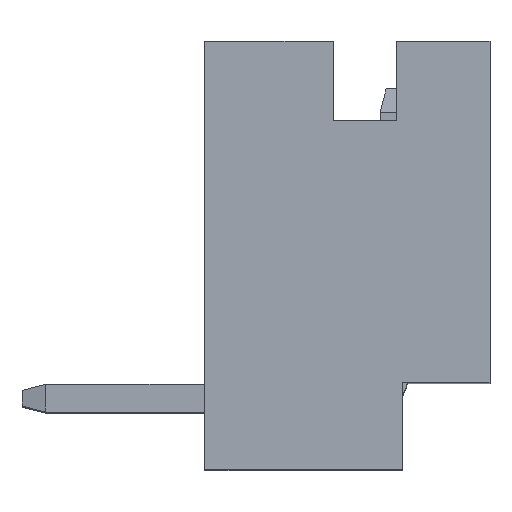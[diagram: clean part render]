
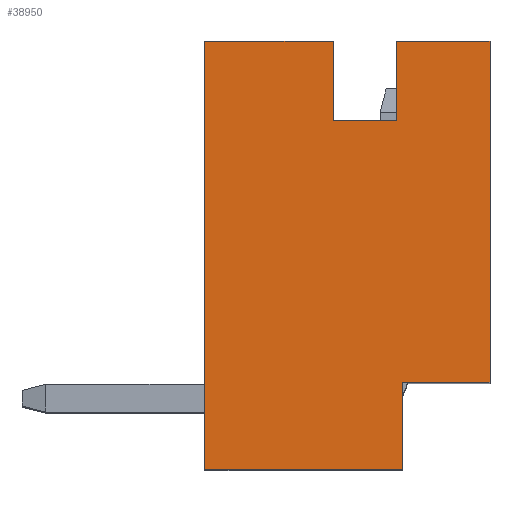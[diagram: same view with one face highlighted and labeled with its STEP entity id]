
A CAD part, top view. The second image highlights one B-rep face of the part: STEP entity #38950.
In plain terms, the highlighted planar face has unit normal (0, 0, 1).
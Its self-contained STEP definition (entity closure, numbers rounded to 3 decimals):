
#4450=CARTESIAN_POINT('',(0.083,-1.53,6.45));
#4460=VERTEX_POINT('',#4450);
#4610=CARTESIAN_POINT('',(0.083,-2.63,6.45));
#4620=VERTEX_POINT('',#4610);
#4650=CARTESIAN_POINT('',(0.083,-2.43,6.45));
#4660=DIRECTION('',(0.,-1.,0.));
#4670=VECTOR('',#4660,1.);
#4680=LINE('',#4650,#4670);
#4690=EDGE_CURVE('',#4460,#4620,#4680,.T.);
#34980=CARTESIAN_POINT('',(1.183,-1.53,6.45));
#34990=VERTEX_POINT('',#34980);
#35020=CARTESIAN_POINT('',(1.183,0.,6.45));
#35030=DIRECTION('',(0.,1.,0.));
#35040=VECTOR('',#35030,1.);
#35050=LINE('',#35020,#35040);
#35060=CARTESIAN_POINT('',(1.183,2.77,6.45));
#35070=VERTEX_POINT('',#35060);
#35080=EDGE_CURVE('',#34990,#35070,#35050,.T.);
#35670=CARTESIAN_POINT('',(0.008,1.77,6.45));
#35680=VERTEX_POINT('',#35670);
#35710=CARTESIAN_POINT('',(0.,1.77,6.45));
#35720=DIRECTION('',(1.,0.,0.));
#35730=VECTOR('',#35720,1.);
#35740=LINE('',#35710,#35730);
#35750=CARTESIAN_POINT('',(-0.792,1.77,6.45));
#35760=VERTEX_POINT('',#35750);
#35770=EDGE_CURVE('',#35760,#35680,#35740,.T.);
#38350=CARTESIAN_POINT('',(-0.318,-2.272,6.45));
#38360=DIRECTION('',(0.,0.,1.));
#38370=DIRECTION('',(1.,0.,0.));
#38380=AXIS2_PLACEMENT_3D('',#38350,#38360,#38370);
#38390=PLANE('',#38380);
#38400=CARTESIAN_POINT('',(-2.417,0.,6.45));
#38410=DIRECTION('',(0.,-1.,0.));
#38420=VECTOR('',#38410,1.);
#38430=LINE('',#38400,#38420);
#38440=CARTESIAN_POINT('',(-2.417,2.77,6.45));
#38450=VERTEX_POINT('',#38440);
#38460=CARTESIAN_POINT('',(-2.417,-2.63,6.45));
#38470=VERTEX_POINT('',#38460);
#38480=EDGE_CURVE('',#38450,#38470,#38430,.T.);
#38490=ORIENTED_EDGE('',*,*,#38480,.T.);
#38500=CARTESIAN_POINT('',(0.,2.77,6.45));
#38510=DIRECTION('',(1.,0.,0.));
#38520=VECTOR('',#38510,1.);
#38530=LINE('',#38500,#38520);
#38540=CARTESIAN_POINT('',(-0.792,2.77,6.45));
#38550=VERTEX_POINT('',#38540);
#38560=EDGE_CURVE('',#38450,#38550,#38530,.T.);
#38570=ORIENTED_EDGE('',*,*,#38560,.F.);
#38580=CARTESIAN_POINT('',(-0.792,2.77,6.45));
#38590=DIRECTION('',(0.,-1.,0.));
#38600=VECTOR('',#38590,1.);
#38610=LINE('',#38580,#38600);
#38620=EDGE_CURVE('',#38550,#35760,#38610,.T.);
#38630=ORIENTED_EDGE('',*,*,#38620,.F.);
#38640=ORIENTED_EDGE('',*,*,#35770,.F.);
#38650=CARTESIAN_POINT('',(0.008,0.,
6.45));
#38660=DIRECTION('',(0.,1.,0.));
#38670=VECTOR('',#38660,1.);
#38680=LINE('',#38650,#38670);
#38690=CARTESIAN_POINT('',(0.008,2.77,6.45));
#38700=VERTEX_POINT('',#38690);
#38710=EDGE_CURVE('',#35680,#38700,#38680,.T.);
#38720=ORIENTED_EDGE('',*,*,#38710,.F.);
#38730=CARTESIAN_POINT('',(0.108,2.77,6.45));
#38740=DIRECTION('',(-1.,0.,0.));
#38750=VECTOR('',#38740,1.);
#38760=LINE('',#38730,#38750);
#38770=EDGE_CURVE('',#35070,#38700,#38760,.T.);
#38780=ORIENTED_EDGE('',*,*,#38770,.T.);
#38790=ORIENTED_EDGE('',*,*,#35080,.T.);
#38800=CARTESIAN_POINT('',(0.,-1.53,6.45));
#38810=DIRECTION('',(1.,0.,0.));
#38820=VECTOR('',#38810,1.);
#38830=LINE('',#38800,#38820);
#38840=EDGE_CURVE('',#4460,#34990,#38830,.T.);
#38850=ORIENTED_EDGE('',*,*,#38840,.T.);
#38860=ORIENTED_EDGE('',*,*,#4690,.F.);
#38870=CARTESIAN_POINT('',(0.,-2.63,6.45));
#38880=DIRECTION('',(1.,0.,0.));
#38890=VECTOR('',#38880,1.);
#38900=LINE('',#38870,#38890);
#38910=EDGE_CURVE('',#38470,#4620,#38900,.T.);
#38920=ORIENTED_EDGE('',*,*,#38910,.T.);
#38930=EDGE_LOOP('',(#38920,#38860,#38850,#38790,#38780,#38720,#38640,
#38630,#38570,#38490));
#38940=FACE_OUTER_BOUND('',#38930,.T.);
#38950=ADVANCED_FACE('',(#38940),#38390,.T.);
